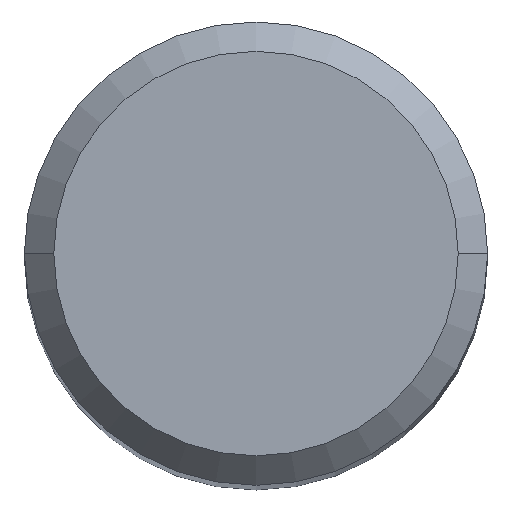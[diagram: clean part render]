
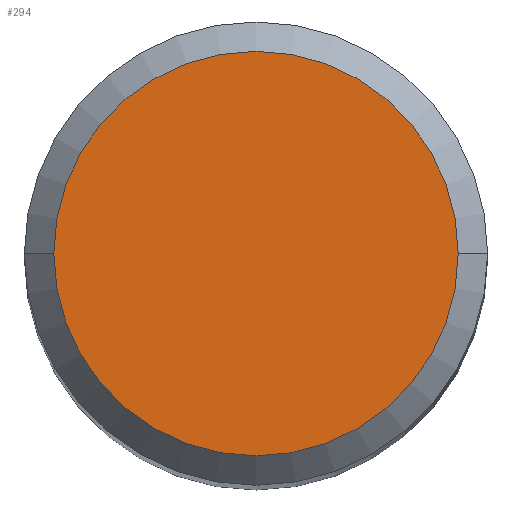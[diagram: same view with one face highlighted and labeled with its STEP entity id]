
A CAD part, top view. The second image highlights one B-rep face of the part: STEP entity #294.
In plain terms, the highlighted planar face has unit normal (0, 0, 1).
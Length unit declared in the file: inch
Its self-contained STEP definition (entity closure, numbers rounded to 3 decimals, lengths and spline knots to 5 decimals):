
#9 = PLANE ( 'NONE',  #174 ) ;
#19 = EDGE_CURVE ( 'NONE', #65, #134, #138, .T. ) ;
#36 = FACE_OUTER_BOUND ( 'NONE', #77, .T. ) ;
#54 = CARTESIAN_POINT ( 'NONE',  ( -0.10311, 0., 2.24409 ) ) ;
#65 = VERTEX_POINT ( 'NONE', #54 ) ;
#77 = EDGE_LOOP ( 'NONE', ( #183, #102 ) ) ;
#94 = CARTESIAN_POINT ( 'NONE',  ( 0., 0., 2.24409 ) ) ;
#102 = ORIENTED_EDGE ( 'NONE', *, *, #197, .T. ) ;
#111 = DIRECTION ( 'NONE',  ( 1., 0., 0. ) ) ;
#123 = CARTESIAN_POINT ( 'NONE',  ( 0., 0., 2.24409 ) ) ;
#134 = VERTEX_POINT ( 'NONE', #233 ) ;
#138 = CIRCLE ( 'NONE', #177, 0.10311 ) ;
#150 = CARTESIAN_POINT ( 'NONE',  ( 0., 0., 2.24409 ) ) ;
#161 = DIRECTION ( 'NONE',  ( 1., 0., 0. ) ) ;
#167 = DIRECTION ( 'NONE',  ( 1., 0., 0. ) ) ;
#174 = AXIS2_PLACEMENT_3D ( 'NONE', #150, #175, #111 ) ;
#175 = DIRECTION ( 'NONE',  ( 0., 0., 1. ) ) ;
#177 = AXIS2_PLACEMENT_3D ( 'NONE', #94, #268, #161 ) ;
#183 = ORIENTED_EDGE ( 'NONE', *, *, #19, .T. ) ;
#197 = EDGE_CURVE ( 'NONE', #134, #65, #281, .T. ) ;
#221 = AXIS2_PLACEMENT_3D ( 'NONE', #123, #259, #167 ) ;
#233 = CARTESIAN_POINT ( 'NONE',  ( 0.10311, 0., 2.24409 ) ) ;
#259 = DIRECTION ( 'NONE',  ( 0., 0., 1. ) ) ;
#268 = DIRECTION ( 'NONE',  ( 0., 0., 1. ) ) ;
#281 = CIRCLE ( 'NONE', #221, 0.10311 ) ;
#294 = ADVANCED_FACE ( 'NONE', ( #36 ), #9, .T. ) ;
